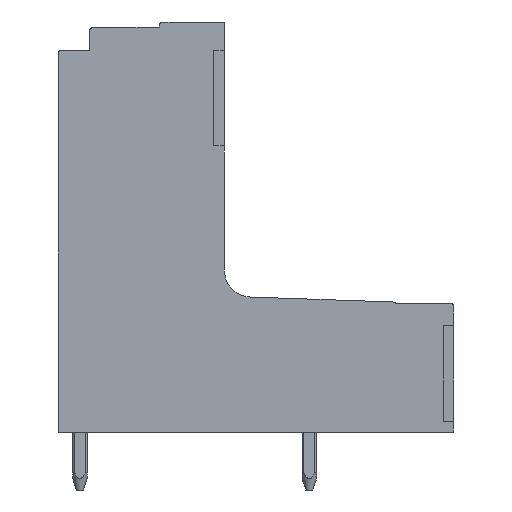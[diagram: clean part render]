
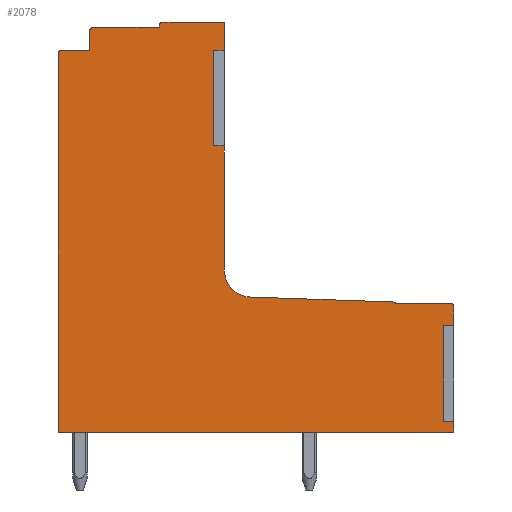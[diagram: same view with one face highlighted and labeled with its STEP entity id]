
A CAD part, left-side view. The second image highlights one B-rep face of the part: STEP entity #2078.
In plain terms, the highlighted planar face has unit normal (-1, 0, 0).
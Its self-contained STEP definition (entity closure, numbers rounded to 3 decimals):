
#1920=AXIS2_PLACEMENT_3D('Circle Axis2P3D',#1918,#1919,$) ;
#1933=AXIS2_PLACEMENT_3D('Plane Axis2P3D',#1930,#1931,#1932) ;
#1944=AXIS2_PLACEMENT_3D('Circle Axis2P3D',#1942,#1943,$) ;
#1958=AXIS2_PLACEMENT_3D('Circle Axis2P3D',#1956,#1957,$) ;
#1972=AXIS2_PLACEMENT_3D('Circle Axis2P3D',#1970,#1971,$) ;
#1984=AXIS2_PLACEMENT_3D('Circle Axis2P3D',#1982,#1983,$) ;
#2005=AXIS2_PLACEMENT_3D('Circle Axis2P3D',#2003,#2004,$) ;
#2026=AXIS2_PLACEMENT_3D('Circle Axis2P3D',#2024,#2025,$) ;
#36=CARTESIAN_POINT('Line Origine',(0.3,0.3,9.1)) ;
#40=CARTESIAN_POINT('Vertex',(0.3,0.,9.1)) ;
#42=CARTESIAN_POINT('Vertex',(0.3,0.6,9.1)) ;
#76=CARTESIAN_POINT('Line Origine',(0.3,0.6,6.45)) ;
#80=CARTESIAN_POINT('Vertex',(0.3,0.6,3.8)) ;
#135=CARTESIAN_POINT('Vertex',(0.3,0.,3.8)) ;
#155=CARTESIAN_POINT('Line Origine',(0.3,0.3,3.8)) ;
#172=CARTESIAN_POINT('Line Origine',(0.3,13.,24.34)) ;
#176=CARTESIAN_POINT('Vertex',(0.3,12.7,24.34)) ;
#178=CARTESIAN_POINT('Vertex',(0.3,13.3,24.34)) ;
#212=CARTESIAN_POINT('Line Origine',(0.3,13.3,21.69)) ;
#216=CARTESIAN_POINT('Vertex',(0.3,13.3,19.04)) ;
#266=CARTESIAN_POINT('Vertex',(0.3,12.7,19.04)) ;
#286=CARTESIAN_POINT('Line Origine',(0.3,13.,19.04)) ;
#977=CARTESIAN_POINT('Vertex',(0.3,12.7,25.8)) ;
#980=CARTESIAN_POINT('Line Origine',(0.3,12.7,25.07)) ;
#985=CARTESIAN_POINT('Line Origine',(0.3,12.7,15.61)) ;
#989=CARTESIAN_POINT('Vertex',(0.3,12.7,12.179)) ;
#1915=CARTESIAN_POINT('Vertex',(0.3,12.8,25.9)) ;
#1918=CARTESIAN_POINT('Axis2P3D Location',(0.3,12.8,25.8)) ;
#1930=CARTESIAN_POINT('Axis2P3D Location',(0.3,0.,0.)) ;
#1935=CARTESIAN_POINT('Line Origine',(0.3,0.,9.65)) ;
#1939=CARTESIAN_POINT('Vertex',(0.3,0.,10.2)) ;
#1942=CARTESIAN_POINT('Axis2P3D Location',(0.3,0.1,10.2)) ;
#1946=CARTESIAN_POINT('Vertex',(0.3,0.1,10.3)) ;
#1949=CARTESIAN_POINT('Line Origine',(0.3,1.65,10.3)) ;
#1953=CARTESIAN_POINT('Vertex',(0.3,3.2,10.3)) ;
#1956=CARTESIAN_POINT('Axis2P3D Location',(0.3,3.406,10.152)) ;
#1960=CARTESIAN_POINT('Vertex',(0.3,3.397,10.406)) ;
#1963=CARTESIAN_POINT('Line Origine',(0.3,7.325,10.543)) ;
#1967=CARTESIAN_POINT('Vertex',(0.3,11.252,10.68)) ;
#1970=CARTESIAN_POINT('Axis2P3D Location',(0.3,11.2,12.179)) ;
#1975=CARTESIAN_POINT('Line Origine',(0.3,14.45,25.9)) ;
#1979=CARTESIAN_POINT('Vertex',(0.3,16.1,25.9)) ;
#1982=CARTESIAN_POINT('Axis2P3D Location',(0.3,16.1,25.7)) ;
#1986=CARTESIAN_POINT('Vertex',(0.3,16.3,25.7)) ;
#1989=CARTESIAN_POINT('Line Origine',(0.3,16.3,25.65)) ;
#1993=CARTESIAN_POINT('Vertex',(0.3,16.3,25.6)) ;
#1996=CARTESIAN_POINT('Line Origine',(0.3,18.125,25.6)) ;
#2000=CARTESIAN_POINT('Vertex',(0.3,19.95,25.6)) ;
#2003=CARTESIAN_POINT('Axis2P3D Location',(0.3,19.95,25.4)) ;
#2007=CARTESIAN_POINT('Vertex',(0.3,20.15,25.4)) ;
#2010=CARTESIAN_POINT('Line Origine',(0.3,20.15,24.87)) ;
#2014=CARTESIAN_POINT('Vertex',(0.3,20.15,24.34)) ;
#2017=CARTESIAN_POINT('Line Origine',(0.3,20.925,24.34)) ;
#2021=CARTESIAN_POINT('Vertex',(0.3,21.7,24.34)) ;
#2024=CARTESIAN_POINT('Axis2P3D Location',(0.3,21.7,24.14)) ;
#2028=CARTESIAN_POINT('Vertex',(0.3,21.9,24.14)) ;
#2031=CARTESIAN_POINT('Line Origine',(0.3,21.9,13.67)) ;
#2035=CARTESIAN_POINT('Vertex',(0.3,21.9,3.2)) ;
#2038=CARTESIAN_POINT('Line Origine',(0.3,10.95,3.2)) ;
#2042=CARTESIAN_POINT('Vertex',(0.3,0.,3.2)) ;
#2045=CARTESIAN_POINT('Line Origine',(0.3,0.,3.5)) ;
#37=DIRECTION('Vector Direction',(0.,-1.,0.)) ;
#77=DIRECTION('Vector Direction',(0.,0.,1.)) ;
#156=DIRECTION('Vector Direction',(0.,1.,0.)) ;
#173=DIRECTION('Vector Direction',(0.,-1.,0.)) ;
#213=DIRECTION('Vector Direction',(0.,0.,1.)) ;
#287=DIRECTION('Vector Direction',(0.,1.,0.)) ;
#981=DIRECTION('Vector Direction',(0.,0.,-1.)) ;
#986=DIRECTION('Vector Direction',(0.,0.,-1.)) ;
#1919=DIRECTION('Axis2P3D Direction',(-1.,0.,0.)) ;
#1931=DIRECTION('Axis2P3D Direction',(-1.,0.,0.)) ;
#1932=DIRECTION('Axis2P3D XDirection',(0.,0.,1.)) ;
#1936=DIRECTION('Vector Direction',(0.,0.,-1.)) ;
#1943=DIRECTION('Axis2P3D Direction',(-1.,0.,0.)) ;
#1950=DIRECTION('Vector Direction',(0.,-1.,0.)) ;
#1957=DIRECTION('Axis2P3D Direction',(-1.,0.,0.)) ;
#1964=DIRECTION('Vector Direction',(0.,-0.999,-0.035)) ;
#1971=DIRECTION('Axis2P3D Direction',(-1.,0.,0.)) ;
#1976=DIRECTION('Vector Direction',(0.,-1.,0.)) ;
#1983=DIRECTION('Axis2P3D Direction',(-1.,0.,0.)) ;
#1990=DIRECTION('Vector Direction',(0.,0.,1.)) ;
#1997=DIRECTION('Vector Direction',(0.,-1.,0.)) ;
#2004=DIRECTION('Axis2P3D Direction',(-1.,0.,0.)) ;
#2011=DIRECTION('Vector Direction',(0.,0.,1.)) ;
#2018=DIRECTION('Vector Direction',(0.,-1.,0.)) ;
#2025=DIRECTION('Axis2P3D Direction',(-1.,0.,0.)) ;
#2032=DIRECTION('Vector Direction',(0.,0.,1.)) ;
#2039=DIRECTION('Vector Direction',(0.,1.,0.)) ;
#2046=DIRECTION('Vector Direction',(0.,0.,-1.)) ;
#38=VECTOR('Line Direction',#37,1.) ;
#78=VECTOR('Line Direction',#77,1.) ;
#157=VECTOR('Line Direction',#156,1.) ;
#174=VECTOR('Line Direction',#173,1.) ;
#214=VECTOR('Line Direction',#213,1.) ;
#288=VECTOR('Line Direction',#287,1.) ;
#982=VECTOR('Line Direction',#981,1.) ;
#987=VECTOR('Line Direction',#986,1.) ;
#1937=VECTOR('Line Direction',#1936,1.) ;
#1951=VECTOR('Line Direction',#1950,1.) ;
#1965=VECTOR('Line Direction',#1964,1.) ;
#1977=VECTOR('Line Direction',#1976,1.) ;
#1991=VECTOR('Line Direction',#1990,1.) ;
#1998=VECTOR('Line Direction',#1997,1.) ;
#2012=VECTOR('Line Direction',#2011,1.) ;
#2019=VECTOR('Line Direction',#2018,1.) ;
#2033=VECTOR('Line Direction',#2032,1.) ;
#2040=VECTOR('Line Direction',#2039,1.) ;
#2047=VECTOR('Line Direction',#2046,1.) ;
#2051=ORIENTED_EDGE('',*,*,#1941,.T.) ;
#2052=ORIENTED_EDGE('',*,*,#1948,.T.) ;
#2053=ORIENTED_EDGE('',*,*,#1955,.T.) ;
#2054=ORIENTED_EDGE('',*,*,#1962,.T.) ;
#2055=ORIENTED_EDGE('',*,*,#1969,.T.) ;
#2056=ORIENTED_EDGE('',*,*,#1974,.T.) ;
#2057=ORIENTED_EDGE('',*,*,#991,.T.) ;
#2058=ORIENTED_EDGE('',*,*,#290,.F.) ;
#2059=ORIENTED_EDGE('',*,*,#218,.F.) ;
#2060=ORIENTED_EDGE('',*,*,#180,.F.) ;
#2061=ORIENTED_EDGE('',*,*,#984,.T.) ;
#2062=ORIENTED_EDGE('',*,*,#1922,.T.) ;
#2063=ORIENTED_EDGE('',*,*,#1981,.T.) ;
#2064=ORIENTED_EDGE('',*,*,#1988,.T.) ;
#2065=ORIENTED_EDGE('',*,*,#1995,.T.) ;
#2066=ORIENTED_EDGE('',*,*,#2002,.T.) ;
#2067=ORIENTED_EDGE('',*,*,#2009,.T.) ;
#2068=ORIENTED_EDGE('',*,*,#2016,.T.) ;
#2069=ORIENTED_EDGE('',*,*,#2023,.T.) ;
#2070=ORIENTED_EDGE('',*,*,#2030,.T.) ;
#2071=ORIENTED_EDGE('',*,*,#2037,.T.) ;
#2072=ORIENTED_EDGE('',*,*,#2044,.T.) ;
#2073=ORIENTED_EDGE('',*,*,#2049,.T.) ;
#2074=ORIENTED_EDGE('',*,*,#159,.F.) ;
#2075=ORIENTED_EDGE('',*,*,#82,.F.) ;
#2076=ORIENTED_EDGE('',*,*,#44,.F.) ;
#2078=ADVANCED_FACE('HOUSING',(#2077),#1934,.T.) ;
#1921=CIRCLE('generated circle',#1920,0.1) ;
#1945=CIRCLE('generated circle',#1944,0.1) ;
#1959=CIRCLE('generated circle',#1958,0.253) ;
#1973=CIRCLE('generated circle',#1972,1.5) ;
#1985=CIRCLE('generated circle',#1984,0.2) ;
#2006=CIRCLE('generated circle',#2005,0.2) ;
#2027=CIRCLE('generated circle',#2026,0.2) ;
#44=EDGE_CURVE('',#41,#43,#39,.F.) ;
#82=EDGE_CURVE('',#43,#81,#79,.F.) ;
#159=EDGE_CURVE('',#81,#136,#158,.F.) ;
#180=EDGE_CURVE('',#177,#179,#175,.F.) ;
#218=EDGE_CURVE('',#179,#217,#215,.F.) ;
#290=EDGE_CURVE('',#217,#267,#289,.F.) ;
#984=EDGE_CURVE('',#177,#978,#983,.F.) ;
#991=EDGE_CURVE('',#990,#267,#988,.F.) ;
#1922=EDGE_CURVE('',#978,#1916,#1921,.T.) ;
#1941=EDGE_CURVE('',#41,#1940,#1938,.F.) ;
#1948=EDGE_CURVE('',#1940,#1947,#1945,.T.) ;
#1955=EDGE_CURVE('',#1947,#1954,#1952,.F.) ;
#1962=EDGE_CURVE('',#1954,#1961,#1959,.T.) ;
#1969=EDGE_CURVE('',#1961,#1968,#1966,.F.) ;
#1974=EDGE_CURVE('',#1968,#990,#1973,.F.) ;
#1981=EDGE_CURVE('',#1916,#1980,#1978,.F.) ;
#1988=EDGE_CURVE('',#1980,#1987,#1985,.T.) ;
#1995=EDGE_CURVE('',#1987,#1994,#1992,.F.) ;
#2002=EDGE_CURVE('',#1994,#2001,#1999,.F.) ;
#2009=EDGE_CURVE('',#2001,#2008,#2006,.T.) ;
#2016=EDGE_CURVE('',#2008,#2015,#2013,.F.) ;
#2023=EDGE_CURVE('',#2015,#2022,#2020,.F.) ;
#2030=EDGE_CURVE('',#2022,#2029,#2027,.T.) ;
#2037=EDGE_CURVE('',#2029,#2036,#2034,.F.) ;
#2044=EDGE_CURVE('',#2036,#2043,#2041,.F.) ;
#2049=EDGE_CURVE('',#2043,#136,#2048,.F.) ;
#2050=EDGE_LOOP('',(#2051,#2052,#2053,#2054,#2055,#2056,#2057,#2058,#2059,#2060,#2061,#2062,#2063,#2064,#2065,#2066,#2067,#2068,#2069,#2070,#2071,#2072,#2073,#2074,#2075,#2076)) ;
#2077=FACE_OUTER_BOUND('',#2050,.T.) ;
#39=LINE('Line',#36,#38) ;
#79=LINE('Line',#76,#78) ;
#158=LINE('Line',#155,#157) ;
#175=LINE('Line',#172,#174) ;
#215=LINE('Line',#212,#214) ;
#289=LINE('Line',#286,#288) ;
#983=LINE('Line',#980,#982) ;
#988=LINE('Line',#985,#987) ;
#1938=LINE('Line',#1935,#1937) ;
#1952=LINE('Line',#1949,#1951) ;
#1966=LINE('Line',#1963,#1965) ;
#1978=LINE('Line',#1975,#1977) ;
#1992=LINE('Line',#1989,#1991) ;
#1999=LINE('Line',#1996,#1998) ;
#2013=LINE('Line',#2010,#2012) ;
#2020=LINE('Line',#2017,#2019) ;
#2034=LINE('Line',#2031,#2033) ;
#2041=LINE('Line',#2038,#2040) ;
#2048=LINE('Line',#2045,#2047) ;
#1934=PLANE('',#1933) ;
#41=VERTEX_POINT('',#40) ;
#43=VERTEX_POINT('',#42) ;
#81=VERTEX_POINT('',#80) ;
#136=VERTEX_POINT('',#135) ;
#177=VERTEX_POINT('',#176) ;
#179=VERTEX_POINT('',#178) ;
#217=VERTEX_POINT('',#216) ;
#267=VERTEX_POINT('',#266) ;
#978=VERTEX_POINT('',#977) ;
#990=VERTEX_POINT('',#989) ;
#1916=VERTEX_POINT('',#1915) ;
#1940=VERTEX_POINT('',#1939) ;
#1947=VERTEX_POINT('',#1946) ;
#1954=VERTEX_POINT('',#1953) ;
#1961=VERTEX_POINT('',#1960) ;
#1968=VERTEX_POINT('',#1967) ;
#1980=VERTEX_POINT('',#1979) ;
#1987=VERTEX_POINT('',#1986) ;
#1994=VERTEX_POINT('',#1993) ;
#2001=VERTEX_POINT('',#2000) ;
#2008=VERTEX_POINT('',#2007) ;
#2015=VERTEX_POINT('',#2014) ;
#2022=VERTEX_POINT('',#2021) ;
#2029=VERTEX_POINT('',#2028) ;
#2036=VERTEX_POINT('',#2035) ;
#2043=VERTEX_POINT('',#2042) ;
